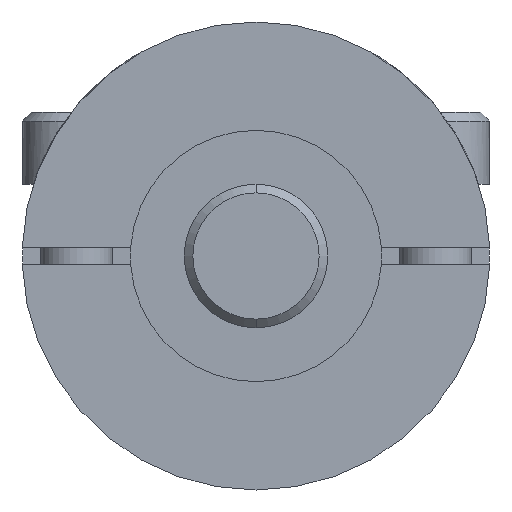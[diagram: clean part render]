
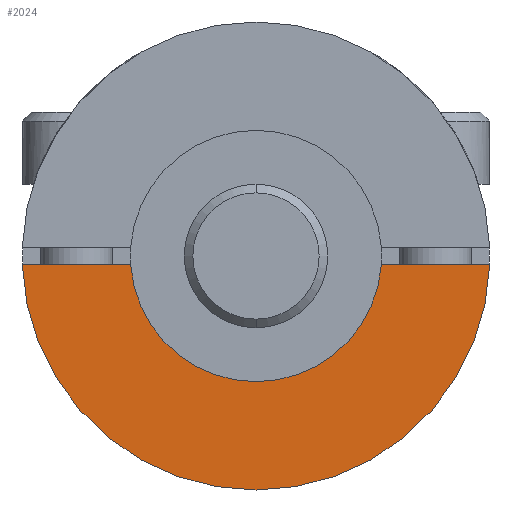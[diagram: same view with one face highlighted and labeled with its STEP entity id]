
A CAD part, front view. The second image highlights one B-rep face of the part: STEP entity #2024.
In plain terms, the highlighted planar face has unit normal (0, -1, 0).
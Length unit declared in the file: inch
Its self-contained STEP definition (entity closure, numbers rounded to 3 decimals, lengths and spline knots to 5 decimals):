
#624=DIRECTION('',(1.,0.,0.));
#625=VECTOR('',#624,0.37798);
#626=CARTESIAN_POINT('',(0.43647,-0.25,-0.03));
#627=LINE('',#626,#625);
#628=CARTESIAN_POINT('',(0.,-0.25,0.));
#629=DIRECTION('',(0.,1.,0.));
#630=DIRECTION('',(0.999,0.,-0.037));
#631=AXIS2_PLACEMENT_3D('',#628,#629,#630);
#633=DIRECTION('',(1.,0.,0.));
#634=VECTOR('',#633,0.37798);
#635=CARTESIAN_POINT('',(-0.81445,-0.25,-0.03));
#636=LINE('',#635,#634);
#637=CARTESIAN_POINT('',(0.,-0.25,0.));
#638=DIRECTION('',(0.,-1.,0.));
#639=DIRECTION('',(-0.998,0.,-0.069));
#640=AXIS2_PLACEMENT_3D('',#637,#638,#639);
#1082=CARTESIAN_POINT('',(0.43647,-0.25,-0.03));
#1083=CARTESIAN_POINT('',(0.81445,-0.25,-0.03));
#1084=VERTEX_POINT('',#1082);
#1085=VERTEX_POINT('',#1083);
#1086=CARTESIAN_POINT('',(-0.81445,-0.25,-0.03));
#1087=VERTEX_POINT('',#1086);
#1088=CARTESIAN_POINT('',(-0.43647,-0.25,-0.03));
#1089=VERTEX_POINT('',#1088);
#2011=CARTESIAN_POINT('',(0.,-0.25,0.));
#2012=DIRECTION('',(0.,1.,0.));
#2013=DIRECTION('',(1.,0.,0.));
#2014=AXIS2_PLACEMENT_3D('',#2011,#2012,#2013);
#2015=PLANE('',#2014);
#2016=ORIENTED_EDGE('',*,*,#1507,.T.);
#2018=ORIENTED_EDGE('',*,*,#2017,.T.);
#2019=ORIENTED_EDGE('',*,*,#1914,.T.);
#2021=ORIENTED_EDGE('',*,*,#2020,.T.);
#2022=EDGE_LOOP('',(#2016,#2018,#2019,#2021));
#2023=FACE_OUTER_BOUND('',#2022,.F.);
#2024=ADVANCED_FACE('',(#2023),#2015,.F.);
#632=CIRCLE('',#631,0.815);
#641=CIRCLE('',#640,0.4375);
#1507=EDGE_CURVE('',#1084,#1085,#627,.T.);
#1914=EDGE_CURVE('',#1087,#1089,#636,.T.);
#2017=EDGE_CURVE('',#1085,#1087,#632,.T.);
#2020=EDGE_CURVE('',#1089,#1084,#641,.T.);
